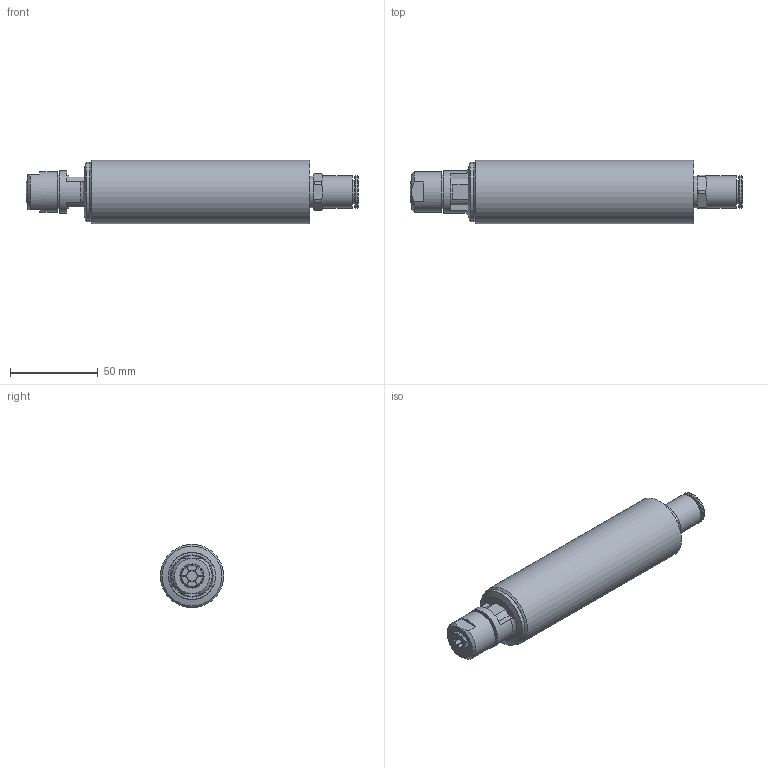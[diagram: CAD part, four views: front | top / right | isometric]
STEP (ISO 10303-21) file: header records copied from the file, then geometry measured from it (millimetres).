
FILE_DESCRIPTION((''),'2;1');
FILE_NAME('ES 280 ER_29924527.stp','2009-03-05T10:54:47',('rmorof'),(''),'Autodesk Inventor 2008','Autodesk Inventor 2008','');
FILE_SCHEMA(('CONFIG_CONTROL_DESIGN'));
Length unit declared in the file: millimetre
Products named in the file (1): ES 280 ER_29924527
Bounding box: 188.92 x 36 x 36 mm (x, y, z)
Volume: 145105 mm3; surface area: 25353.3 mm2
Topology: 1 solids, 1 shells, 208 faces, 575 edges, 372 vertices
Faces by surface type: plane 107, cone 50, cylinder 49, torus 1, bspline 1
Full cylindrical faces by diameter (mm): 6 x1, 10.5 x1, 12 x2, 12.2 x1, 13.2 x1, 18 x1, 18.5 x2, 19 x1, 23 x1, 24 x1, 32.247 x1, 34 x1, 36 x1
Entity records: 6812 total; most frequent: CARTESIAN_POINT 1577, ORIENTED_EDGE 1090, DIRECTION 1028, EDGE_CURVE 545, AXIS2_PLACEMENT_3D 417, VERTEX_POINT 365, EDGE_LOOP 246, CIRCLE 209
